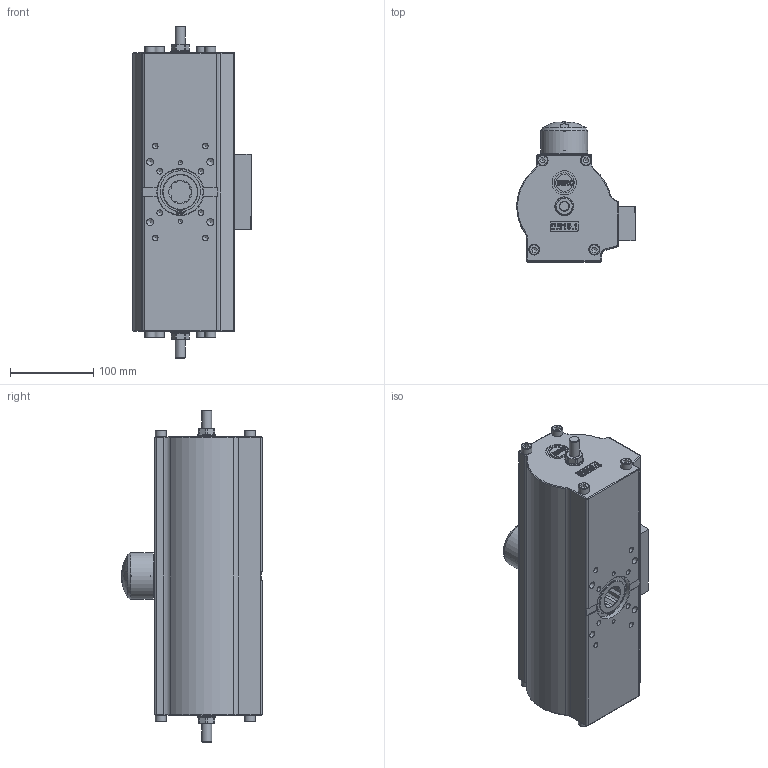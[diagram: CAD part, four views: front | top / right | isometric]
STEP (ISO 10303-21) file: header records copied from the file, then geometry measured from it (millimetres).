
FILE_DESCRIPTION(/* description */ ('','CAx-IF Rec.Pracs.---Representation and Presentation of Product Manufacturing Information (PMI)---3.8---2014-02-18'),/* implementation_level */ '2;1');
FILE_NAME(/* name */ 'EB 10.1 SYD F07F10.stp',/* time_stamp */ '2018-10-16T09:35:59+02:00',/* author */ ('hellwig'),/* organization */ (''),/* preprocessor_version */ 'ST-DEVELOPER v16.5',/* originating_system */ 'Autodesk Inventor 2017',/* authorisation */ '');
FILE_SCHEMA (('AP242_MANAGED_MODEL_BASED_3D_ENGINEERING_MIM_LF { 1 0 10303 442 1 1 4 }'));
Length unit declared in the file: millimetre
Products named in the file (1): M46790
Bounding box: 141.93 x 168 x 398 mm (x, y, z)
Volume: 1643848.2 mm3; surface area: 428971.5 mm2
Topology: 1 solids, 36 shells, 2301 faces, 5848 edges, 3561 vertices
Faces by surface type: plane 1002, cylinder 579, bspline 295, sphere 160, cone 133, torus 132
Full cylindrical faces by diameter (mm): 2 x10, 2.5 x2, 3 x4, 4 x4, 4.134 x8, 4.2 x1, 4.917 x3, 5 x3, 5.5 x1, 6 x2, 6.6 x2, 6.647 x16, 7 x3, 8 x8, 8.376 x4, 8.5 x8, 9 x2, 10 x2, 11 x2, 11.3 x2, 11.445 x2, 12 x4, 13 x8, 14 x1, 16 x2, 16.5 x1, 17 x2, 22.4 x2, 23 x1, 24.9 x1
Entity records: 76452 total; most frequent: CARTESIAN_POINT 22353, ORIENTED_EDGE 10658, DIRECTION 10486, EDGE_CURVE 5323, AXIS2_PLACEMENT_3D 3886, VERTEX_POINT 3429, EDGE_LOOP 2718, LINE 2714
